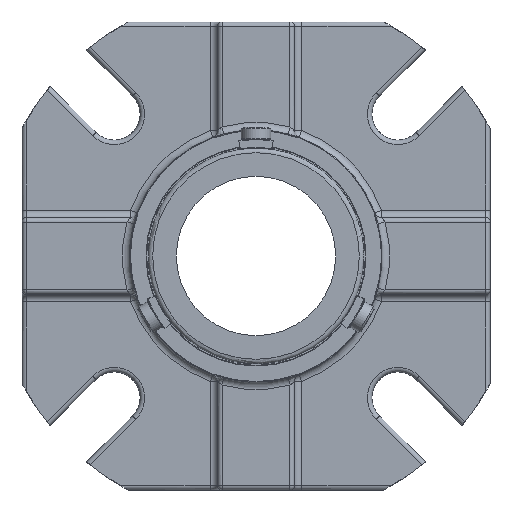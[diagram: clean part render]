
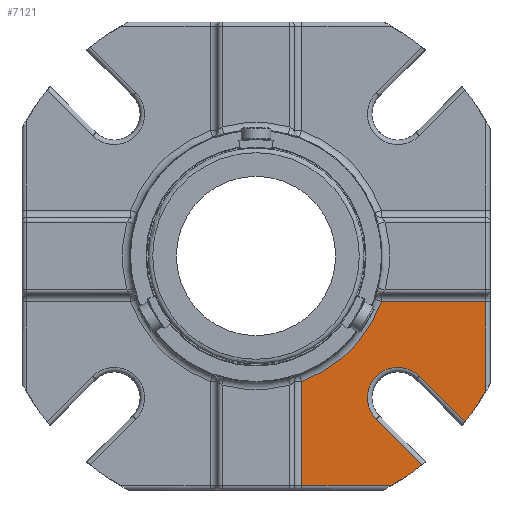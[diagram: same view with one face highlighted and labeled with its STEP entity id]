
A CAD part, left-side view. The second image highlights one B-rep face of the part: STEP entity #7121.
In plain terms, the highlighted planar face has unit normal (-1, 0, 0).
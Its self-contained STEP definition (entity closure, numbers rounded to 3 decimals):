
#168=LINE('',#10867,#396);
#195=LINE('',#10975,#423);
#196=LINE('',#10980,#424);
#197=LINE('',#10981,#425);
#198=LINE('',#10985,#426);
#199=LINE('',#10989,#427);
#396=VECTOR('',#8693,1000.);
#423=VECTOR('',#8834,1000.);
#424=VECTOR('',#8839,1000.);
#425=VECTOR('',#8840,1000.);
#426=VECTOR('',#8843,1000.);
#427=VECTOR('',#8846,1000.);
#814=PLANE('',#7646);
#1760=ORIENTED_EDGE('',*,*,#2770,.F.);
#1761=ORIENTED_EDGE('',*,*,#2771,.T.);
#1762=ORIENTED_EDGE('',*,*,#2715,.T.);
#1763=ORIENTED_EDGE('',*,*,#2714,.T.);
#1764=ORIENTED_EDGE('',*,*,#2769,.T.);
#1765=ORIENTED_EDGE('',*,*,#2772,.T.);
#1766=ORIENTED_EDGE('',*,*,#2773,.F.);
#1767=ORIENTED_EDGE('',*,*,#2774,.T.);
#1768=ORIENTED_EDGE('',*,*,#2775,.T.);
#1769=ORIENTED_EDGE('',*,*,#2776,.T.);
#2714=EDGE_CURVE('',#3267,#3306,#3662,.T.);
#2715=EDGE_CURVE('',#3307,#3267,#168,.T.);
#2769=EDGE_CURVE('',#3306,#3330,#195,.F.);
#2770=EDGE_CURVE('',#3331,#3332,#3690,.T.);
#2771=EDGE_CURVE('',#3331,#3307,#196,.T.);
#2772=EDGE_CURVE('',#3330,#3333,#197,.T.);
#2773=EDGE_CURVE('',#3334,#3333,#3691,.T.);
#2774=EDGE_CURVE('',#3334,#3335,#198,.F.);
#2775=EDGE_CURVE('',#3335,#3336,#3692,.T.);
#2776=EDGE_CURVE('',#3336,#3332,#199,.F.);
#3267=VERTEX_POINT('',#10721);
#3306=VERTEX_POINT('',#10862);
#3307=VERTEX_POINT('',#10868);
#3330=VERTEX_POINT('',#10974);
#3331=VERTEX_POINT('',#10978);
#3332=VERTEX_POINT('',#10979);
#3333=VERTEX_POINT('',#10982);
#3334=VERTEX_POINT('',#10984);
#3335=VERTEX_POINT('',#10986);
#3336=VERTEX_POINT('',#10988);
#3662=CIRCLE('',#7587,45.25);
#3690=CIRCLE('',#7647,90.297);
#3691=CIRCLE('',#7648,90.297);
#3692=CIRCLE('',#7649,10.25);
#4064=EDGE_LOOP('',(#1760,#1761,#1762,#1763,#1764,#1765,#1766,#1767,#1768,
#1769));
#4455=FACE_BOUND('',#4064,.T.);
#7121=ADVANCED_FACE('',(#4455),#814,.F.);
#7587=AXIS2_PLACEMENT_3D('',#10865,#8689,#8690);
#7646=AXIS2_PLACEMENT_3D('',#10976,#8835,#8836);
#7647=AXIS2_PLACEMENT_3D('',#10977,#8837,#8838);
#7648=AXIS2_PLACEMENT_3D('',#10983,#8841,#8842);
#7649=AXIS2_PLACEMENT_3D('',#10987,#8844,#8845);
#8689=DIRECTION('',(1.,0.,0.));
#8690=DIRECTION('',(0.,1.,0.));
#8693=DIRECTION('',(0.,1.,0.));
#8834=DIRECTION('',(0.,0.,1.));
#8835=DIRECTION('',(1.,0.,0.));
#8836=DIRECTION('',(0.,1.,0.));
#8837=DIRECTION('',(1.,0.,0.));
#8838=DIRECTION('',(0.,0.,-1.));
#8839=DIRECTION('',(0.,0.,1.));
#8840=DIRECTION('',(0.,-1.,0.));
#8841=DIRECTION('',(1.,0.,0.));
#8842=DIRECTION('',(0.,0.,-1.));
#8843=DIRECTION('',(0.,-0.707,-0.707));
#8844=DIRECTION('',(1.,0.,0.));
#8845=DIRECTION('',(0.,1.,0.));
#8846=DIRECTION('',(0.,0.707,0.707));
#10721=CARTESIAN_POINT('',(-19.968,-42.512,-15.5));
#10862=CARTESIAN_POINT('',(-19.968,-15.5,-42.512));
#10865=CARTESIAN_POINT('',(-19.968,0.,0.));
#10867=CARTESIAN_POINT('',(-19.968,-97.,-15.5));
#10868=CARTESIAN_POINT('',(-19.968,-77.75,-15.5));
#10974=CARTESIAN_POINT('',(-19.968,-15.5,-77.75));
#10975=CARTESIAN_POINT('',(-19.968,-15.5,-79.25));
#10976=CARTESIAN_POINT('',(-19.968,-97.,0.));
#10977=CARTESIAN_POINT('',(-19.968,0.,0.));
#10978=CARTESIAN_POINT('',(-19.968,-77.75,-45.918));
#10979=CARTESIAN_POINT('',(-19.968,-70.685,-56.189));
#10980=CARTESIAN_POINT('',(-19.968,-77.75,-15.5));
#10981=CARTESIAN_POINT('',(-19.968,-55.932,-77.75));
#10982=CARTESIAN_POINT('',(-19.968,-45.918,-77.75));
#10983=CARTESIAN_POINT('',(-19.968,0.,0.));
#10984=CARTESIAN_POINT('',(-19.968,-56.189,-70.685));
#10985=CARTESIAN_POINT('',(-19.968,-41.252,-55.748));
#10986=CARTESIAN_POINT('',(-19.968,-40.747,-55.243));
#10987=CARTESIAN_POINT('',(-19.968,-47.995,-47.995));
#10988=CARTESIAN_POINT('',(-19.968,-55.243,-40.747));
#10989=CARTESIAN_POINT('',(-19.968,-55.748,-41.252));
